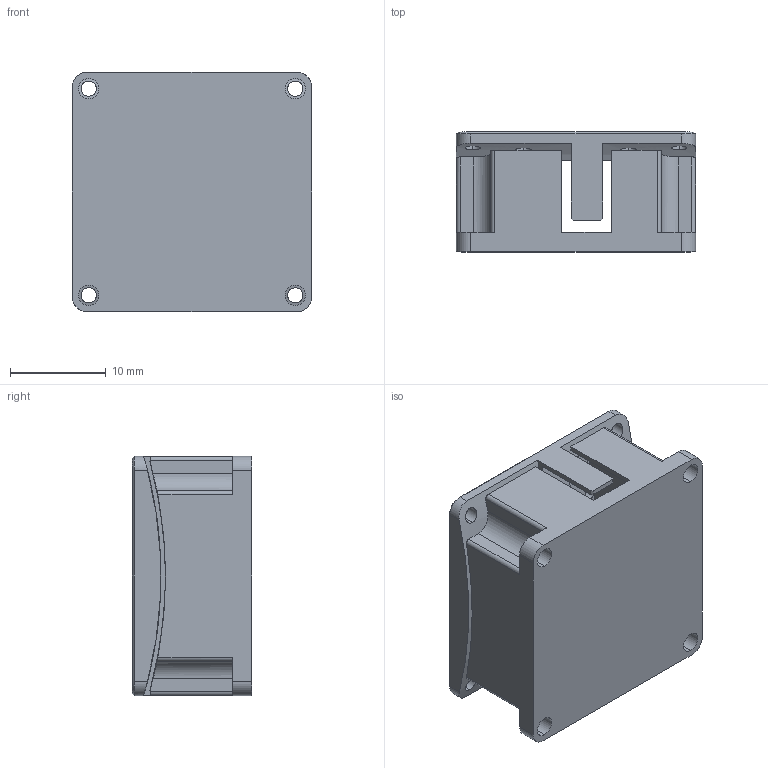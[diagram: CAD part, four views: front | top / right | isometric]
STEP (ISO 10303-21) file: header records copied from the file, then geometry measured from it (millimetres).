
FILE_DESCRIPTION (( 'STEP AP203' ), '1' );
FILE_NAME ('Goniometer25-theta - web.STEP', '2025-09-01T09:24:52', ( '' ), ( '' ), 'SwSTEP 2.0', 'SolidWorks 2020', '' );
FILE_SCHEMA (( 'CONFIG_CONTROL_DESIGN' ));
Length unit declared in the file: millimetre
Products named in the file (4): Goniometer25-theta - web; 葩璃 菁釱^Goniometer25-theta - web; 葩璃 怢醱^Goniometer25-theta - web; 葩璃 傷啣^Goniometer25-theta - web
Assembly tree (3 placements, depth 2):
  Goniometer25-theta - web
    葩璃 菁釱^Goniometer25-theta - web
    葩璃 怢醱^Goniometer25-theta - web
    葩璃 傷啣^Goniometer25-theta - web
Bounding box: 25 x 12.5 x 25 mm (x, y, z)
Volume: 4745.6 mm3; surface area: 4746 mm2
Topology: 3 solids, 3 shells, 206 faces, 569 edges, 364 vertices
Faces by surface type: cylinder 105, plane 83, sphere 8, cone 6, torus 4
Entity records: 7591 total; most frequent: CARTESIAN_POINT 1849, ORIENTED_EDGE 1118, DIRECTION 1099, EDGE_CURVE 559, AXIS2_PLACEMENT_3D 396, VERTEX_POINT 364, VECTOR 307, LINE 307
